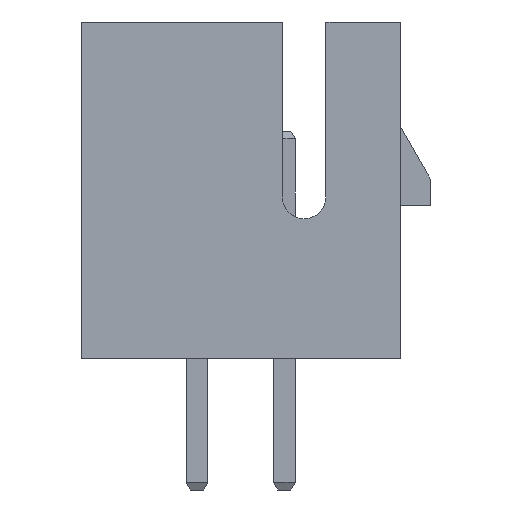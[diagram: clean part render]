
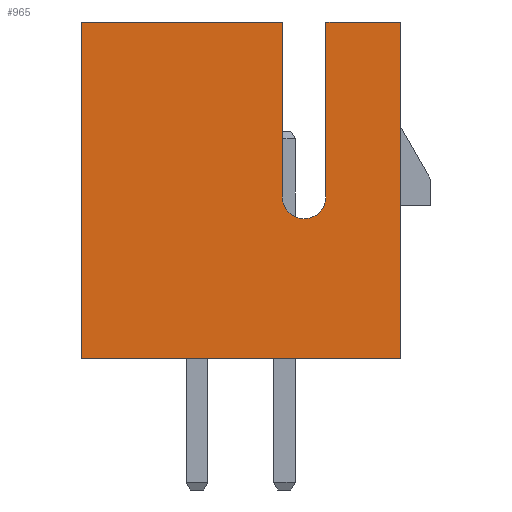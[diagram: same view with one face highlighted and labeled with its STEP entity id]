
A CAD part, left-side view. The second image highlights one B-rep face of the part: STEP entity #965.
In plain terms, the highlighted planar face has unit normal (-1, 0, 0).
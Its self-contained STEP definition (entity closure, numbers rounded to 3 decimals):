
#140 = DIRECTION ( 'NONE',  ( 1., 0., 0. ) ) ;
#151 = CARTESIAN_POINT ( 'NONE',  ( -4., 0., 7.7 ) ) ;
#177 = CARTESIAN_POINT ( 'NONE',  ( -4., -0.95, 3.7 ) ) ;
#184 = LINE ( 'NONE', #1785, #2227 ) ;
#220 = DIRECTION ( 'NONE',  ( 0., -1., 0. ) ) ;
#246 = EDGE_CURVE ( 'NONE', #2889, #726, #859, .T. ) ;
#261 = EDGE_CURVE ( 'NONE', #1902, #1925, #2715, .T. ) ;
#333 = ORIENTED_EDGE ( 'NONE', *, *, #2911, .T. ) ;
#350 = VERTEX_POINT ( 'NONE', #421 ) ;
#363 = CARTESIAN_POINT ( 'NONE',  ( -4., -0.95, 7.7 ) ) ;
#379 = CARTESIAN_POINT ( 'NONE',  ( -4., -1.95, 0. ) ) ;
#384 = CARTESIAN_POINT ( 'NONE',  ( -4., 3.65, 0. ) ) ;
#406 = LINE ( 'NONE', #151, #2825 ) ;
#420 = DIRECTION ( 'NONE',  ( 0., 0., 1. ) ) ;
#421 = CARTESIAN_POINT ( 'NONE',  ( -4., 3.65, 7.7 ) ) ;
#550 = FACE_OUTER_BOUND ( 'NONE', #2095, .T. ) ;
#617 = AXIS2_PLACEMENT_3D ( 'NONE', #3356, #140, #420 ) ;
#726 = VERTEX_POINT ( 'NONE', #1416 ) ;
#757 = CARTESIAN_POINT ( 'NONE',  ( -4., -3.65, 7.7 ) ) ;
#829 = ORIENTED_EDGE ( 'NONE', *, *, #2244, .F. ) ;
#835 = VERTEX_POINT ( 'NONE', #757 ) ;
#840 = DIRECTION ( 'NONE',  ( 0., -1., 0. ) ) ;
#859 = LINE ( 'NONE', #1893, #3264 ) ;
#884 = EDGE_CURVE ( 'NONE', #350, #1925, #2111, .T. ) ;
#892 = AXIS2_PLACEMENT_3D ( 'NONE', #1604, #2685, #1101 ) ;
#951 = DIRECTION ( 'NONE',  ( 0., 0., -1. ) ) ;
#965 = ADVANCED_FACE ( 'NONE', ( #550 ), #2395, .T. ) ;
#1101 = DIRECTION ( 'NONE',  ( 0., 0., 1. ) ) ;
#1161 = ORIENTED_EDGE ( 'NONE', *, *, #1964, .T. ) ;
#1237 = DIRECTION ( 'NONE',  ( 0., -1., 0. ) ) ;
#1242 = VECTOR ( 'NONE', #2504, 1000. ) ;
#1306 = CARTESIAN_POINT ( 'NONE',  ( -4., 0., 7.7 ) ) ;
#1384 = ORIENTED_EDGE ( 'NONE', *, *, #2682, .F. ) ;
#1416 = CARTESIAN_POINT ( 'NONE',  ( -4., -3.65, 0. ) ) ;
#1531 = ORIENTED_EDGE ( 'NONE', *, *, #3013, .T. ) ;
#1604 = CARTESIAN_POINT ( 'NONE',  ( -4., 3.65, 0. ) ) ;
#1607 = ORIENTED_EDGE ( 'NONE', *, *, #884, .F. ) ;
#1618 = DIRECTION ( 'NONE',  ( 0., 0., 1. ) ) ;
#1697 = LINE ( 'NONE', #379, #2667 ) ;
#1720 = LINE ( 'NONE', #384, #1242 ) ;
#1750 = VECTOR ( 'NONE', #1618, 1000. ) ;
#1785 = CARTESIAN_POINT ( 'NONE',  ( -4., -3.65, 0. ) ) ;
#1865 = VERTEX_POINT ( 'NONE', #3061 ) ;
#1893 = CARTESIAN_POINT ( 'NONE',  ( -4., 3.65, 0. ) ) ;
#1902 = VERTEX_POINT ( 'NONE', #177 ) ;
#1925 = VERTEX_POINT ( 'NONE', #363 ) ;
#1956 = CARTESIAN_POINT ( 'NONE',  ( -4., 3.65, 0. ) ) ;
#1964 = EDGE_CURVE ( 'NONE', #1865, #1902, #2722, .T. ) ;
#2081 = CARTESIAN_POINT ( 'NONE',  ( -4., -1.95, 7.7 ) ) ;
#2095 = EDGE_LOOP ( 'NONE', ( #1161, #3305, #1607, #1384, #3092, #1531, #829, #333 ) ) ;
#2111 = LINE ( 'NONE', #1306, #2599 ) ;
#2227 = VECTOR ( 'NONE', #3133, 1000. ) ;
#2244 = EDGE_CURVE ( 'NONE', #3207, #835, #406, .T. ) ;
#2395 = PLANE ( 'NONE',  #892 ) ;
#2459 = CARTESIAN_POINT ( 'NONE',  ( -4., -0.95, 0. ) ) ;
#2504 = DIRECTION ( 'NONE',  ( 0., 0., 1. ) ) ;
#2599 = VECTOR ( 'NONE', #220, 1000. ) ;
#2667 = VECTOR ( 'NONE', #951, 1000. ) ;
#2682 = EDGE_CURVE ( 'NONE', #2889, #350, #1720, .T. ) ;
#2685 = DIRECTION ( 'NONE',  ( -1., 0., 0. ) ) ;
#2715 = LINE ( 'NONE', #2459, #1750 ) ;
#2722 = CIRCLE ( 'NONE', #617, 0.5 ) ;
#2825 = VECTOR ( 'NONE', #1237, 1000. ) ;
#2889 = VERTEX_POINT ( 'NONE', #1956 ) ;
#2911 = EDGE_CURVE ( 'NONE', #3207, #1865, #1697, .T. ) ;
#3013 = EDGE_CURVE ( 'NONE', #726, #835, #184, .T. ) ;
#3061 = CARTESIAN_POINT ( 'NONE',  ( -4., -1.95, 3.7 ) ) ;
#3092 = ORIENTED_EDGE ( 'NONE', *, *, #246, .T. ) ;
#3133 = DIRECTION ( 'NONE',  ( 0., 0., 1. ) ) ;
#3207 = VERTEX_POINT ( 'NONE', #2081 ) ;
#3264 = VECTOR ( 'NONE', #840, 1000. ) ;
#3305 = ORIENTED_EDGE ( 'NONE', *, *, #261, .T. ) ;
#3356 = CARTESIAN_POINT ( 'NONE',  ( -4., -1.45, 3.7 ) ) ;
